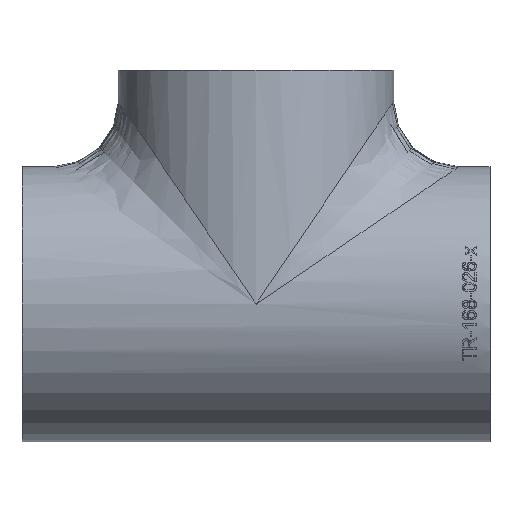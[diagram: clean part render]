
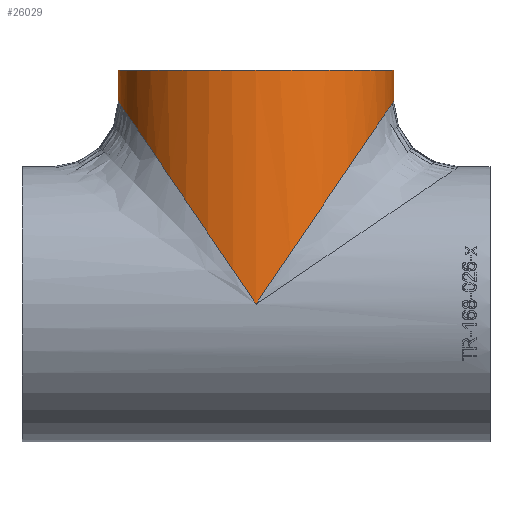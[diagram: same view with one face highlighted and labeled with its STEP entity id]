
A CAD part, top view. The second image highlights one B-rep face of the part: STEP entity #26029.
In plain terms, the highlighted cylindrical face has radius 84.15 mm (diameter 168.3 mm), a full revolution.
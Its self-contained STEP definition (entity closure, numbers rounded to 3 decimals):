
#434 = CARTESIAN_POINT ( 'NONE',  ( -168.3, 248.3, -84.15 ) ) ;
#866 = CYLINDRICAL_SURFACE ( 'NONE', #22427, 84.15 ) ;
#1175 = FACE_OUTER_BOUND ( 'NONE', #16329, .T. ) ;
#1419 = CARTESIAN_POINT ( 'NONE',  ( 0., 0., 84.15 ) ) ;
#2188 = EDGE_CURVE ( 'NONE', #25684, #9731, #20901, .T. ) ;
#4096 = EDGE_CURVE ( 'NONE', #15320, #15320, #15633, .T. ) ;
#4147 =( BOUNDED_CURVE ( )  B_SPLINE_CURVE ( 3, ( #1419, #12113, #25894, #13956 ),
 .UNSPECIFIED., .F., .F. ) 
 B_SPLINE_CURVE_WITH_KNOTS ( ( 4, 4 ),
 ( 1.571, 4.712 ),
 .UNSPECIFIED. ) 
 CURVE ( )  GEOMETRIC_REPRESENTATION_ITEM ( )  RATIONAL_B_SPLINE_CURVE ( ( 1., 0.333, 0.333, 1. ) ) 
 REPRESENTATION_ITEM ( '' )  );
#4560 = CARTESIAN_POINT ( 'NONE',  ( 0., 0., 84.15 ) ) ;
#4773 = DIRECTION ( 'NONE',  ( 0., -1., 0. ) ) ;
#6792 = DIRECTION ( 'NONE',  ( 0., 0., -1. ) ) ;
#7780 = ORIENTED_EDGE ( 'NONE', *, *, #19712, .T. ) ;
#8444 = CARTESIAN_POINT ( 'NONE',  ( 0., 0., -84.15 ) ) ;
#9070 = FACE_OUTER_BOUND ( 'NONE', #15899, .T. ) ;
#9446 = ORIENTED_EDGE ( 'NONE', *, *, #2188, .T. ) ;
#9731 = VERTEX_POINT ( 'NONE', #11287 ) ;
#11059 = DIRECTION ( 'NONE',  ( 0., -1., 0. ) ) ;
#11287 = CARTESIAN_POINT ( 'NONE',  ( 0., 0., 84.15 ) ) ;
#12113 = CARTESIAN_POINT ( 'NONE',  ( 168.3, 248.3, 84.15 ) ) ;
#13956 = CARTESIAN_POINT ( 'NONE',  ( 0., 0., -84.15 ) ) ;
#14506 = CARTESIAN_POINT ( 'NONE',  ( -168.3, 248.3, 84.15 ) ) ;
#14907 = CARTESIAN_POINT ( 'NONE',  ( 0., 143., 0. ) ) ;
#15320 = VERTEX_POINT ( 'NONE', #22780 ) ;
#15633 = CIRCLE ( 'NONE', #19578, 84.15 ) ;
#15899 = EDGE_LOOP ( 'NONE', ( #9446, #7780 ) ) ;
#16329 = EDGE_LOOP ( 'NONE', ( #21339 ) ) ;
#17186 = DIRECTION ( 'NONE',  ( 0., 0., -1. ) ) ;
#19578 = AXIS2_PLACEMENT_3D ( 'NONE', #14907, #11059, #17186 ) ;
#19712 = EDGE_CURVE ( 'NONE', #9731, #25684, #4147, .T. ) ;
#20901 =( BOUNDED_CURVE ( )  B_SPLINE_CURVE ( 3, ( #8444, #434, #14506, #4560 ),
 .UNSPECIFIED., .F., .F. ) 
 B_SPLINE_CURVE_WITH_KNOTS ( ( 4, 4 ),
 ( 1.571, 4.712 ),
 .UNSPECIFIED. ) 
 CURVE ( )  GEOMETRIC_REPRESENTATION_ITEM ( )  RATIONAL_B_SPLINE_CURVE ( ( 1., 0.333, 0.333, 1. ) ) 
 REPRESENTATION_ITEM ( '' )  );
#21339 = ORIENTED_EDGE ( 'NONE', *, *, #4096, .T. ) ;
#22097 = CARTESIAN_POINT ( 'NONE',  ( 0., 0., -84.15 ) ) ;
#22427 = AXIS2_PLACEMENT_3D ( 'NONE', #23049, #4773, #6792 ) ;
#22780 = CARTESIAN_POINT ( 'NONE',  ( 0., 143., -84.15 ) ) ;
#23049 = CARTESIAN_POINT ( 'NONE',  ( 0., 0., 0. ) ) ;
#25684 = VERTEX_POINT ( 'NONE', #22097 ) ;
#25894 = CARTESIAN_POINT ( 'NONE',  ( 168.3, 248.3, -84.15 ) ) ;
#26029 = ADVANCED_FACE ( 'NONE', ( #1175, #9070 ), #866, .T. ) ;
